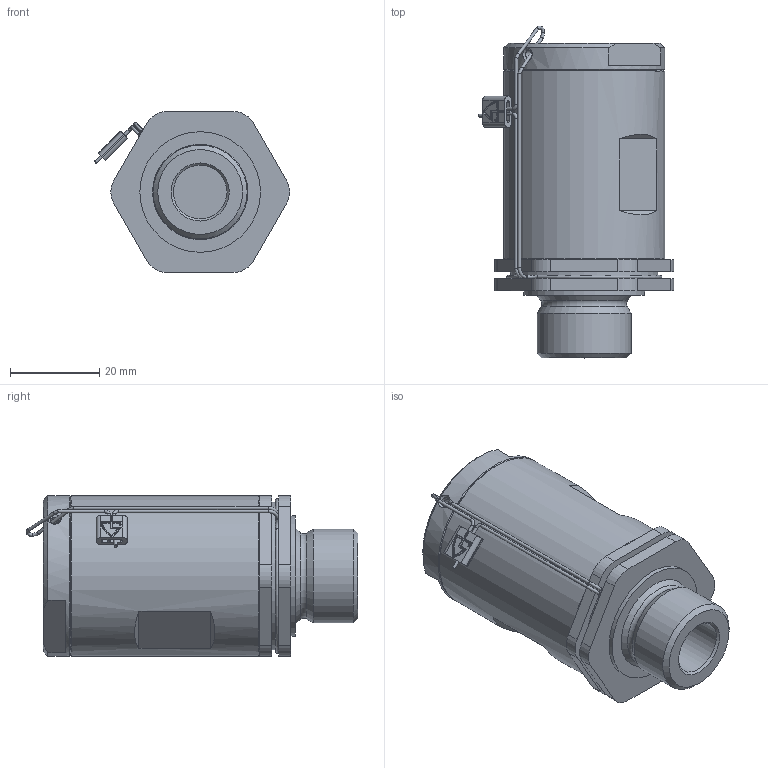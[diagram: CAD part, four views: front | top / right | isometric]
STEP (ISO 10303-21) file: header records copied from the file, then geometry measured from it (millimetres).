
FILE_DESCRIPTION (( 'STEP AP214' ), '1' );
FILE_NAME ('1960_15_MF_158.STEP', '2019-09-05T13:17:25', ( '' ), ( '' ), 'SwSTEP 2.0', 'SolidWorks 2018', '' );
FILE_SCHEMA (( 'AUTOMOTIVE_DESIGN' ));
Length unit declared in the file: millimetre
Products named in the file (1): 1960_15_MF_158
Bounding box: 43.69 x 74.27 x 36 mm (x, y, z)
Volume: 43509.6 mm3; surface area: 22203.4 mm2
Topology: 5 solids, 5 shells, 190 faces, 448 edges, 283 vertices
Faces by surface type: plane 80, cylinder 64, cone 27, torus 15, bspline 4
Full cylindrical faces by diameter (mm): 0.7 x9, 2 x1, 3 x1, 6 x4, 11.8 x1, 12 x2, 16.7 x1, 21 x1, 27 x3, 28.5 x2, 30 x4, 33 x3, 36 x2
Entity records: 7924 total; most frequent: CARTESIAN_POINT 1733, DIRECTION 866, ORIENTED_EDGE 696, EDGE_CURVE 348, AXIS2_PLACEMENT_3D 346, EDGE_LOOP 300, VERTEX_POINT 262, FACE_OUTER_BOUND 243
